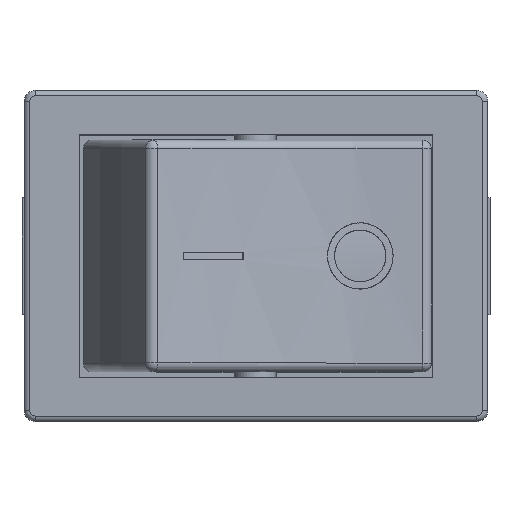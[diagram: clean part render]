
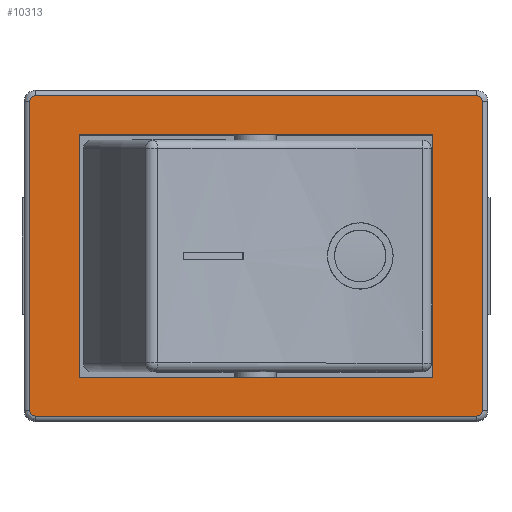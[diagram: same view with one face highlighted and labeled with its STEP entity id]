
A CAD part, top view. The second image highlights one B-rep face of the part: STEP entity #10313.
In plain terms, the highlighted planar face has unit normal (0, 0, 1).
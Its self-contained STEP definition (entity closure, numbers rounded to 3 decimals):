
#259=FACE_BOUND('',#1271,.T.);
#688=FACE_OUTER_BOUND('',#1270,.T.);
#1270=EDGE_LOOP('',(#8862,#8863,#8864,#8865,#8866,#8867,#8868,#8869));
#1271=EDGE_LOOP('',(#8870,#8871,#8872,#8873));
#1416=CIRCLE('',#10847,0.25);
#1420=CIRCLE('',#10851,0.25);
#1424=CIRCLE('',#10857,0.25);
#1428=CIRCLE('',#10861,0.25);
#2583=LINE('',#16625,#3869);
#2586=LINE('',#16631,#3872);
#2589=LINE('',#16637,#3875);
#2592=LINE('',#16641,#3878);
#2593=LINE('',#16648,#3879);
#2595=LINE('',#16684,#3881);
#2598=LINE('',#16691,#3884);
#2600=LINE('',#16722,#3886);
#3869=VECTOR('',#12919,10.);
#3872=VECTOR('',#12924,10.);
#3875=VECTOR('',#12929,10.);
#3878=VECTOR('',#12934,10.);
#3879=VECTOR('',#12941,10.);
#3881=VECTOR('',#12961,10.);
#3884=VECTOR('',#12968,10.);
#3886=VECTOR('',#12984,10.);
#4864=VERTEX_POINT('',#16622);
#4865=VERTEX_POINT('',#16624);
#4867=VERTEX_POINT('',#16630);
#4869=VERTEX_POINT('',#16636);
#4871=VERTEX_POINT('',#16645);
#4872=VERTEX_POINT('',#16647);
#4875=VERTEX_POINT('',#16662);
#4876=VERTEX_POINT('',#16675);
#4879=VERTEX_POINT('',#16682);
#4880=VERTEX_POINT('',#16687);
#4883=VERTEX_POINT('',#16702);
#4884=VERTEX_POINT('',#16715);
#6222=EDGE_CURVE('',#4865,#4864,#2583,.T.);
#6225=EDGE_CURVE('',#4867,#4865,#2586,.T.);
#6228=EDGE_CURVE('',#4869,#4867,#2589,.T.);
#6231=EDGE_CURVE('',#4864,#4869,#2592,.T.);
#6233=EDGE_CURVE('',#4871,#4872,#2593,.T.);
#6237=EDGE_CURVE('',#4875,#4871,#1416,.T.);
#6241=EDGE_CURVE('',#4872,#4876,#1420,.T.);
#6243=EDGE_CURVE('',#4879,#4875,#2595,.T.);
#6247=EDGE_CURVE('',#4876,#4880,#2598,.T.);
#6249=EDGE_CURVE('',#4883,#4879,#1424,.T.);
#6253=EDGE_CURVE('',#4880,#4884,#1428,.T.);
#6255=EDGE_CURVE('',#4884,#4883,#2600,.T.);
#8862=ORIENTED_EDGE('',*,*,#6233,.F.);
#8863=ORIENTED_EDGE('',*,*,#6237,.F.);
#8864=ORIENTED_EDGE('',*,*,#6243,.F.);
#8865=ORIENTED_EDGE('',*,*,#6249,.F.);
#8866=ORIENTED_EDGE('',*,*,#6255,.F.);
#8867=ORIENTED_EDGE('',*,*,#6253,.F.);
#8868=ORIENTED_EDGE('',*,*,#6247,.F.);
#8869=ORIENTED_EDGE('',*,*,#6241,.F.);
#8870=ORIENTED_EDGE('',*,*,#6222,.T.);
#8871=ORIENTED_EDGE('',*,*,#6231,.T.);
#8872=ORIENTED_EDGE('',*,*,#6228,.T.);
#8873=ORIENTED_EDGE('',*,*,#6225,.T.);
#9810=PLANE('',#10867);
#10313=ADVANCED_FACE('',(#688,#259),#9810,.T.);
#10847=AXIS2_PLACEMENT_3D('',#16664,#12947,#12948);
#10851=AXIS2_PLACEMENT_3D('',#16679,#12955,#12956);
#10857=AXIS2_PLACEMENT_3D('',#16704,#12971,#12972);
#10861=AXIS2_PLACEMENT_3D('',#16719,#12979,#12980);
#10867=AXIS2_PLACEMENT_3D('',#16732,#12998,#12999);
#12919=DIRECTION('',(0.,1.,0.));
#12924=DIRECTION('',(-1.,0.,0.));
#12929=DIRECTION('',(0.,-1.,0.));
#12934=DIRECTION('',(1.,0.,0.));
#12941=DIRECTION('',(1.,0.,0.));
#12947=DIRECTION('center_axis',(0.,0.,
-1.));
#12948=DIRECTION('ref_axis',(-0.707,0.707,0.));
#12955=DIRECTION('center_axis',(0.,0.,
-1.));
#12956=DIRECTION('ref_axis',(0.707,0.707,0.));
#12961=DIRECTION('',(0.,1.,0.));
#12968=DIRECTION('',(0.,-1.,0.));
#12971=DIRECTION('center_axis',(0.,0.,
-1.));
#12972=DIRECTION('ref_axis',(-0.707,-0.707,0.));
#12979=DIRECTION('center_axis',(0.,0.,
-1.));
#12980=DIRECTION('ref_axis',(0.707,-0.707,0.));
#12984=DIRECTION('',(-1.,0.,0.));
#12998=DIRECTION('center_axis',(0.,0.,
1.));
#12999=DIRECTION('ref_axis',(1.,0.,0.));
#16622=CARTESIAN_POINT('',(-8.,5.5,16.4));
#16624=CARTESIAN_POINT('',(-8.,-5.5,16.4));
#16625=CARTESIAN_POINT('',(-8.,2.75,16.4));
#16630=CARTESIAN_POINT('',(8.,-5.5,16.4));
#16631=CARTESIAN_POINT('',(-4.,-5.5,16.4));
#16636=CARTESIAN_POINT('',(8.,5.5,16.4));
#16637=CARTESIAN_POINT('',(8.,-2.75,16.4));
#16641=CARTESIAN_POINT('',(4.,5.5,16.4));
#16645=CARTESIAN_POINT('',(-10.,7.25,16.4));
#16647=CARTESIAN_POINT('',(10.,7.25,16.4));
#16648=CARTESIAN_POINT('',(-5.,7.25,16.4));
#16662=CARTESIAN_POINT('',(-10.25,7.,16.4));
#16664=CARTESIAN_POINT('Origin',(-10.,7.,16.4));
#16675=CARTESIAN_POINT('',(10.25,7.,16.4));
#16679=CARTESIAN_POINT('Origin',(10.,7.,16.4));
#16682=CARTESIAN_POINT('',(-10.25,-7.,16.4));
#16684=CARTESIAN_POINT('',(-10.25,-3.5,16.4));
#16687=CARTESIAN_POINT('',(10.25,-7.,16.4));
#16691=CARTESIAN_POINT('',(10.25,3.5,16.4));
#16702=CARTESIAN_POINT('',(-10.,-7.25,16.4));
#16704=CARTESIAN_POINT('Origin',(-10.,-7.,16.4));
#16715=CARTESIAN_POINT('',(10.,-7.25,16.4));
#16719=CARTESIAN_POINT('Origin',(10.,-7.,16.4));
#16722=CARTESIAN_POINT('',(5.,-7.25,16.4));
#16732=CARTESIAN_POINT('Origin',(0.,0.,16.4));
